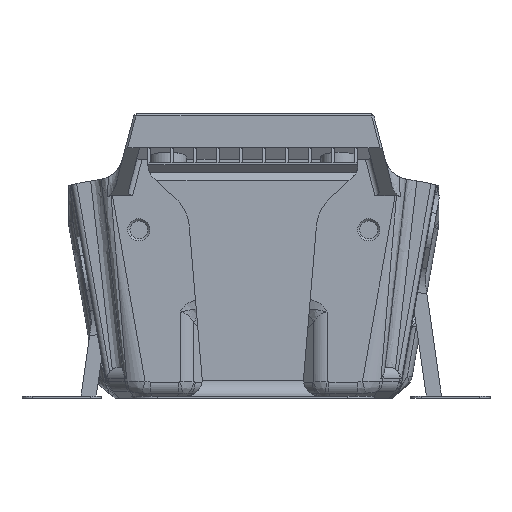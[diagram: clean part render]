
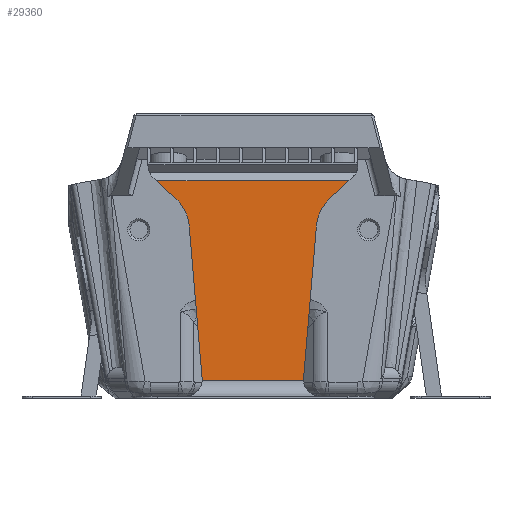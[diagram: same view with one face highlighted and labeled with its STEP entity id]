
A CAD part, front view. The second image highlights one B-rep face of the part: STEP entity #29360.
In plain terms, the highlighted planar face has unit normal (0, -1, 0).
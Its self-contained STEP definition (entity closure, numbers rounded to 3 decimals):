
#1349=CIRCLE('',#31256,3.);
#1350=CIRCLE('',#31257,3.);
#1351=CIRCLE('',#31258,8.);
#1352=CIRCLE('',#31259,8.);
#3984=ORIENTED_EDGE('',*,*,#12489,.T.);
#3985=ORIENTED_EDGE('',*,*,#12490,.T.);
#3986=ORIENTED_EDGE('',*,*,#12491,.T.);
#3987=ORIENTED_EDGE('',*,*,#12487,.F.);
#3988=ORIENTED_EDGE('',*,*,#12492,.T.);
#3989=ORIENTED_EDGE('',*,*,#12493,.T.);
#3990=ORIENTED_EDGE('',*,*,#12494,.F.);
#3991=ORIENTED_EDGE('',*,*,#12495,.F.);
#3992=ORIENTED_EDGE('',*,*,#12496,.T.);
#3993=ORIENTED_EDGE('',*,*,#12497,.T.);
#12487=EDGE_CURVE('',#16828,#16829,#19624,.T.);
#12489=EDGE_CURVE('',#16830,#16831,#1349,.T.);
#12490=EDGE_CURVE('',#16831,#16832,#19626,.F.);
#12491=EDGE_CURVE('',#16832,#16829,#1350,.T.);
#12492=EDGE_CURVE('',#16828,#16833,#1351,.T.);
#12493=EDGE_CURVE('',#16833,#16834,#19627,.T.);
#12494=EDGE_CURVE('',#16835,#16834,#19628,.T.);
#12495=EDGE_CURVE('',#16836,#16835,#19629,.T.);
#12496=EDGE_CURVE('',#16836,#16837,#1352,.T.);
#12497=EDGE_CURVE('',#16837,#16830,#19630,.T.);
#16828=VERTEX_POINT('',#44967);
#16829=VERTEX_POINT('',#44969);
#16830=VERTEX_POINT('',#44973);
#16831=VERTEX_POINT('',#44974);
#16832=VERTEX_POINT('',#44976);
#16833=VERTEX_POINT('',#44979);
#16834=VERTEX_POINT('',#44981);
#16835=VERTEX_POINT('',#44983);
#16836=VERTEX_POINT('',#44985);
#16837=VERTEX_POINT('',#44987);
#19624=LINE('',#44968,#22206);
#19626=LINE('',#44975,#22208);
#19627=LINE('',#44980,#22209);
#19628=LINE('',#44982,#22210);
#19629=LINE('',#44984,#22211);
#19630=LINE('',#44988,#22212);
#22206=VECTOR('',#34446,1000.);
#22208=VECTOR('',#34452,1000.);
#22209=VECTOR('',#34457,1000.);
#22210=VECTOR('',#34458,1000.);
#22211=VECTOR('',#34459,1000.);
#22212=VECTOR('',#34462,1000.);
#24773=EDGE_LOOP('',(#3984,#3985,#3986,#3987,#3988,#3989,#3990,#3991,#3992,
#3993));
#26620=FACE_BOUND('',#24773,.T.);
#28340=PLANE('',#31255);
#29360=ADVANCED_FACE('',(#26620),#28340,.F.);
#31255=AXIS2_PLACEMENT_3D('',#44971,#34448,#34449);
#31256=AXIS2_PLACEMENT_3D('',#44972,#34450,#34451);
#31257=AXIS2_PLACEMENT_3D('',#44977,#34453,#34454);
#31258=AXIS2_PLACEMENT_3D('',#44978,#34455,#34456);
#31259=AXIS2_PLACEMENT_3D('',#44986,#34460,#34461);
#34446=DIRECTION('',(-0.084,0.,-0.996));
#34448=DIRECTION('',(0.,1.,0.));
#34449=DIRECTION('',(0.,0.,1.));
#34450=DIRECTION('',(0.,1.,0.));
#34451=DIRECTION('',(0.,0.,1.));
#34452=DIRECTION('',(-1.,0.,0.));
#34453=DIRECTION('',(0.,1.,0.));
#34454=DIRECTION('',(0.,0.,1.));
#34455=DIRECTION('',(0.,1.,0.));
#34456=DIRECTION('',(0.,0.,1.));
#34457=DIRECTION('',(0.731,0.,0.682));
#34458=DIRECTION('',(1.,0.,0.));
#34459=DIRECTION('',(-0.731,0.,0.682));
#34460=DIRECTION('',(0.,1.,0.));
#34461=DIRECTION('',(0.,0.,1.));
#34462=DIRECTION('',(0.084,0.,-0.996));
#44967=CARTESIAN_POINT('',(11.856,-32.314,32.579));
#44968=CARTESIAN_POINT('',(36.482,-32.314,324.724));
#44969=CARTESIAN_POINT('',(9.418,-32.314,3.652));
#44971=CARTESIAN_POINT('',(0.,-32.314,327.8));
#44972=CARTESIAN_POINT('',(-12.767,-32.314,3.4));
#44973=CARTESIAN_POINT('',(-9.777,-32.314,3.652));
#44974=CARTESIAN_POINT('',(-9.767,-32.314,3.4));
#44975=CARTESIAN_POINT('',(9.143,-32.314,3.4));
#44976=CARTESIAN_POINT('',(9.407,-32.314,3.4));
#44977=CARTESIAN_POINT('',(12.407,-32.314,3.4));
#44978=CARTESIAN_POINT('',(19.828,-32.314,31.907));
#44979=CARTESIAN_POINT('',(14.372,-32.314,37.757));
#44980=CARTESIAN_POINT('',(16.736,-32.314,39.963));
#44981=CARTESIAN_POINT('',(17.982,-32.314,41.124));
#44982=CARTESIAN_POINT('',(-65.369,-32.314,41.124));
#44983=CARTESIAN_POINT('',(-18.341,-32.314,41.124));
#44984=CARTESIAN_POINT('',(-17.096,-32.314,39.963));
#44985=CARTESIAN_POINT('',(-14.731,-32.314,37.757));
#44986=CARTESIAN_POINT('',(-20.187,-32.314,31.907));
#44987=CARTESIAN_POINT('',(-12.216,-32.314,32.579));
#44988=CARTESIAN_POINT('',(-36.839,-32.314,324.694));
